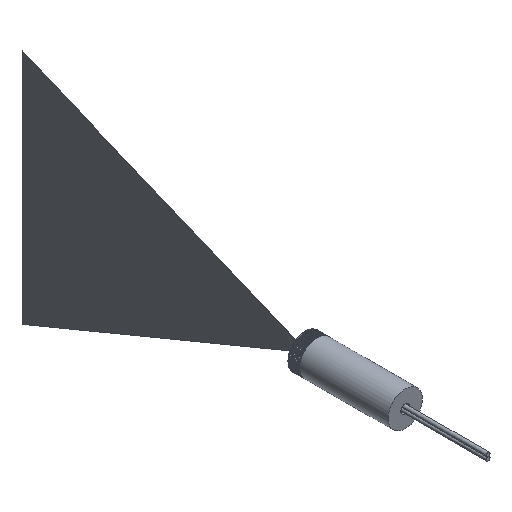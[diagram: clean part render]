
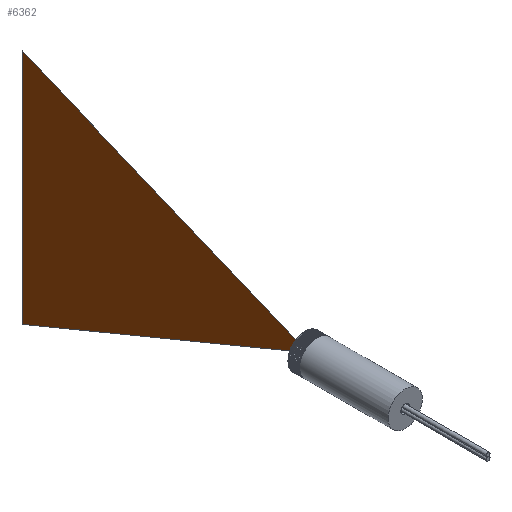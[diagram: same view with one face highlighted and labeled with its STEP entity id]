
A CAD part, isometric view. The second image highlights one B-rep face of the part: STEP entity #6362.
In plain terms, the highlighted planar face has unit normal (-1, 0, 0).
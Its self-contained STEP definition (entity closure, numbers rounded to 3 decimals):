
#336=PLANE('',#6918);
#654=FACE_OUTER_BOUND('',#976,.T.);
#976=EDGE_LOOP('',(#6035,#6036,#6037));
#1904=LINE('',#10564,#2621);
#1906=LINE('',#10568,#2623);
#1907=LINE('',#10570,#2624);
#2621=VECTOR('',#8692,10.);
#2623=VECTOR('',#8696,10.);
#2624=VECTOR('',#8699,10.);
#3242=VERTEX_POINT('',#10560);
#3243=VERTEX_POINT('',#10562);
#3244=VERTEX_POINT('',#10566);
#4172=EDGE_CURVE('',#3242,#3243,#1904,.T.);
#4174=EDGE_CURVE('',#3244,#3242,#1906,.T.);
#4175=EDGE_CURVE('',#3243,#3244,#1907,.T.);
#6035=ORIENTED_EDGE('',*,*,#4172,.T.);
#6036=ORIENTED_EDGE('',*,*,#4175,.T.);
#6037=ORIENTED_EDGE('',*,*,#4174,.T.);
#6362=ADVANCED_FACE('',(#654),#336,.T.);
#6918=AXIS2_PLACEMENT_3D('',#10571,#8700,#8701);
#8692=DIRECTION('',(0.,0.924,0.383));
#8696=DIRECTION('',(0.,-0.924,0.383));
#8699=DIRECTION('',(0.,0.,-1.));
#8700=DIRECTION('center_axis',(-1.,0.,0.));
#8701=DIRECTION('ref_axis',(0.,0.,1.));
#10560=CARTESIAN_POINT('',(-0.005,34.,0.));
#10562=CARTESIAN_POINT('',(-0.005,134.,41.421));
#10564=CARTESIAN_POINT('',(-0.005,134.,41.421));
#10566=CARTESIAN_POINT('',(-0.005,134.,-41.421));
#10568=CARTESIAN_POINT('',(-0.005,34.,0.));
#10570=CARTESIAN_POINT('',(-0.005,134.,-41.421));
#10571=CARTESIAN_POINT('Origin',(-0.005,84.5,0.));
